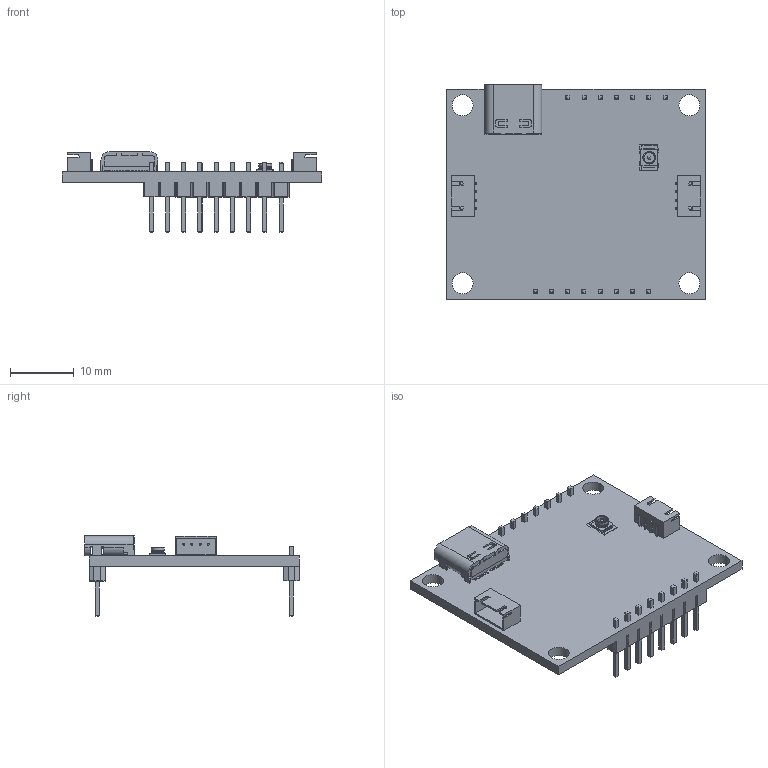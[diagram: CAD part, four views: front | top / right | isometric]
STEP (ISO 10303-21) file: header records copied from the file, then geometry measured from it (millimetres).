
FILE_DESCRIPTION(/* description */ (''),/* implementation_level */ '2;1');
FILE_NAME(/* name */ 'Untitled.step',/* time_stamp */ '2025-12-17T22:08:59+01:00',/* author */ (''),/* organization */ (''),/* preprocessor_version */ 'ST-DEVELOPER v20.1',/* originating_system */ 'Autodesk Translation Framework v14.21.0.0',/* authorisation */ '');
FILE_SCHEMA (('AUTOMOTIVE_DESIGN { 1 0 10303 214 3 1 1 }'));
Length unit declared in the file: millimetre
Products named in the file (1): (Unsaved)
Bounding box: 40.64 x 33.71 x 12.61 mm (x, y, z)
Volume: 2521 mm3; surface area: 4041.9 mm2
Topology: 1 solids, 1 shells, 1216 faces, 3088 edges, 1862 vertices
Faces by surface type: plane 723, cylinder 397, sphere 73, bspline 16, torus 4, cone 3
Full cylindrical faces by diameter (mm): 0.333 x8, 0.5 x1, 1.65 x1, 1.9 x1, 2 x2, 3.302 x4
Entity records: 36418 total; most frequent: CARTESIAN_POINT 6378, DIRECTION 6148, ORIENTED_EDGE 6094, EDGE_CURVE 3047, LINE 2324, VECTOR 2324, AXIS2_PLACEMENT_3D 1912, VERTEX_POINT 1862
